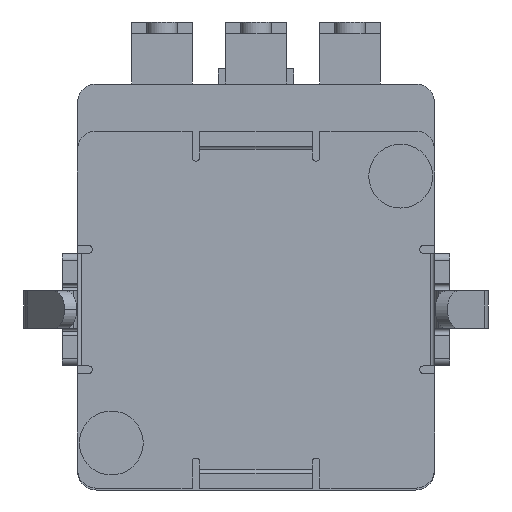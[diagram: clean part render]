
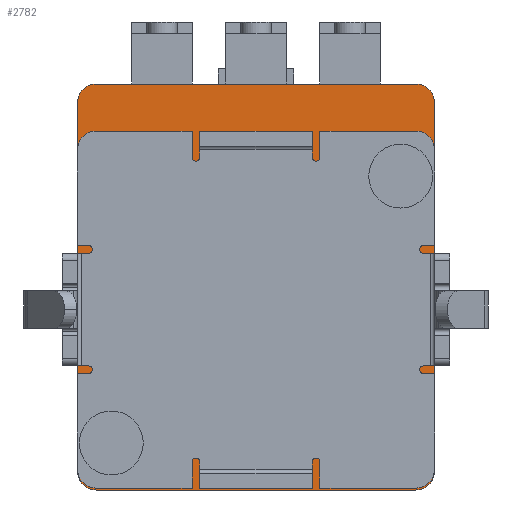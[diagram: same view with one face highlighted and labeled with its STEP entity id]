
A CAD part, front view. The second image highlights one B-rep face of the part: STEP entity #2782.
In plain terms, the highlighted planar face has unit normal (0, -1, 0).
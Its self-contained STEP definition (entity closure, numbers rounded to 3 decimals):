
#79 = CIRCLE ( 'NONE', #7365, 0.5 ) ;
#155 = ORIENTED_EDGE ( 'NONE', *, *, #3931, .T. ) ;
#266 = CARTESIAN_POINT ( 'NONE',  ( 3.9, 0., 3.3 ) ) ;
#304 = CARTESIAN_POINT ( 'NONE',  ( -4.25, 0., 5.5 ) ) ;
#342 = VERTEX_POINT ( 'NONE', #7249 ) ;
#358 = CARTESIAN_POINT ( 'NONE',  ( -3.9, 0., -4.3 ) ) ;
#491 = DIRECTION ( 'NONE',  ( 0., 0., 1. ) ) ;
#524 = AXIS2_PLACEMENT_3D ( 'NONE', #7662, #1444, #2815 ) ;
#535 = CARTESIAN_POINT ( 'NONE',  ( 4.25, 0., -4.8 ) ) ;
#746 = AXIS2_PLACEMENT_3D ( 'NONE', #1298, #6883, #3403 ) ;
#760 = ORIENTED_EDGE ( 'NONE', *, *, #2168, .T. ) ;
#817 = VERTEX_POINT ( 'NONE', #8609 ) ;
#989 = FACE_BOUND ( 'NONE', #4372, .T. ) ;
#1240 = CARTESIAN_POINT ( 'NONE',  ( -4.25, 0., 6. ) ) ;
#1247 = VECTOR ( 'NONE', #8039, 1000. ) ;
#1279 = CARTESIAN_POINT ( 'NONE',  ( -4.25, 0., 6. ) ) ;
#1284 = EDGE_CURVE ( 'NONE', #7034, #7131, #3836, .T. ) ;
#1298 = CARTESIAN_POINT ( 'NONE',  ( 3.9, 0., 3.8 ) ) ;
#1400 = CIRCLE ( 'NONE', #4181, 0.5 ) ;
#1438 = VERTEX_POINT ( 'NONE', #5111 ) ;
#1444 = DIRECTION ( 'NONE',  ( 0., 1., 0. ) ) ;
#1533 = DIRECTION ( 'NONE',  ( 0., 1., 0. ) ) ;
#1570 = FACE_BOUND ( 'NONE', #6424, .T. ) ;
#1719 = CARTESIAN_POINT ( 'NONE',  ( 4.25, 0., 5.5 ) ) ;
#1762 = DIRECTION ( 'NONE',  ( 0., 0., 1. ) ) ;
#1811 = LINE ( 'NONE', #7432, #4847 ) ;
#1814 = CARTESIAN_POINT ( 'NONE',  ( 3.9, 0., 4.3 ) ) ;
#1871 = CARTESIAN_POINT ( 'NONE',  ( -4.75, 0., 5.5 ) ) ;
#1879 = VERTEX_POINT ( 'NONE', #2333 ) ;
#1919 = CIRCLE ( 'NONE', #7040, 0.5 ) ;
#2035 = VERTEX_POINT ( 'NONE', #1871 ) ;
#2168 = EDGE_CURVE ( 'NONE', #7131, #7034, #2513, .T. ) ;
#2211 = DIRECTION ( 'NONE',  ( 0., 1., 0. ) ) ;
#2239 = CIRCLE ( 'NONE', #3563, 2. ) ;
#2299 = VERTEX_POINT ( 'NONE', #358 ) ;
#2333 = CARTESIAN_POINT ( 'NONE',  ( -4.25, 0., -4.8 ) ) ;
#2400 = EDGE_CURVE ( 'NONE', #4630, #8765, #1919, .T. ) ;
#2402 = DIRECTION ( 'NONE',  ( 0., 0., 1. ) ) ;
#2441 = ORIENTED_EDGE ( 'NONE', *, *, #7602, .F. ) ;
#2512 = VERTEX_POINT ( 'NONE', #535 ) ;
#2513 = CIRCLE ( 'NONE', #6896, 0.5 ) ;
#2516 = EDGE_CURVE ( 'NONE', #2512, #1879, #1811, .T. ) ;
#2544 = CARTESIAN_POINT ( 'NONE',  ( 4.25, 0., -4.3 ) ) ;
#2782 = ADVANCED_FACE ( 'NONE', ( #4461, #7250, #1570, #989 ), #3789, .F. ) ;
#2815 = DIRECTION ( 'NONE',  ( 0., 0., 1. ) ) ;
#2911 = DIRECTION ( 'NONE',  ( 0., 0., -1. ) ) ;
#3097 = DIRECTION ( 'NONE',  ( 0., 1., 0. ) ) ;
#3112 = ORIENTED_EDGE ( 'NONE', *, *, #2400, .F. ) ;
#3174 = AXIS2_PLACEMENT_3D ( 'NONE', #7252, #5898, #2402 ) ;
#3358 = DIRECTION ( 'NONE',  ( 0., 0., 1. ) ) ;
#3380 = DIRECTION ( 'NONE',  ( 1., 0., 0. ) ) ;
#3403 = DIRECTION ( 'NONE',  ( 0., 0., 1. ) ) ;
#3449 = CARTESIAN_POINT ( 'NONE',  ( -3.9, 0., -3.3 ) ) ;
#3563 = AXIS2_PLACEMENT_3D ( 'NONE', #5711, #1533, #3748 ) ;
#3599 = DIRECTION ( 'NONE',  ( 0., 0., 1. ) ) ;
#3748 = DIRECTION ( 'NONE',  ( 0., 0., 1. ) ) ;
#3789 = PLANE ( 'NONE',  #7343 ) ;
#3836 = CIRCLE ( 'NONE', #746, 0.5 ) ;
#3846 = DIRECTION ( 'NONE',  ( 0., 1., 0. ) ) ;
#3931 = EDGE_CURVE ( 'NONE', #817, #8788, #2239, .T. ) ;
#3932 = DIRECTION ( 'NONE',  ( 0., 1., 0. ) ) ;
#4016 = DIRECTION ( 'NONE',  ( 0., 1., 0. ) ) ;
#4100 = EDGE_CURVE ( 'NONE', #8788, #817, #8843, .T. ) ;
#4171 = CARTESIAN_POINT ( 'NONE',  ( 4.25, 0., 6. ) ) ;
#4181 = AXIS2_PLACEMENT_3D ( 'NONE', #2544, #3932, #3358 ) ;
#4372 = EDGE_LOOP ( 'NONE', ( #8334, #760 ) ) ;
#4461 = FACE_OUTER_BOUND ( 'NONE', #8677, .T. ) ;
#4520 = DIRECTION ( 'NONE',  ( 0., 0., 1. ) ) ;
#4630 = VERTEX_POINT ( 'NONE', #4171 ) ;
#4631 = LINE ( 'NONE', #1240, #7994 ) ;
#4827 = CARTESIAN_POINT ( 'NONE',  ( -4.25, 0., -4.3 ) ) ;
#4847 = VECTOR ( 'NONE', #6759, 1000. ) ;
#5026 = LINE ( 'NONE', #6348, #5056 ) ;
#5032 = AXIS2_PLACEMENT_3D ( 'NONE', #7259, #3846, #4520 ) ;
#5056 = VECTOR ( 'NONE', #2911, 1000. ) ;
#5111 = CARTESIAN_POINT ( 'NONE',  ( -4.75, 0., -4.3 ) ) ;
#5509 = ORIENTED_EDGE ( 'NONE', *, *, #8567, .F. ) ;
#5695 = EDGE_CURVE ( 'NONE', #1438, #2035, #7212, .T. ) ;
#5711 = CARTESIAN_POINT ( 'NONE',  ( 0., 0., 0. ) ) ;
#5807 = CARTESIAN_POINT ( 'NONE',  ( -4.75, 0., -4.3 ) ) ;
#5873 = EDGE_CURVE ( 'NONE', #2035, #8577, #79, .T. ) ;
#5896 = DIRECTION ( 'NONE',  ( 0., 0., 1. ) ) ;
#5898 = DIRECTION ( 'NONE',  ( 0., 1., 0. ) ) ;
#5939 = CIRCLE ( 'NONE', #524, 0.5 ) ;
#5946 = EDGE_CURVE ( 'NONE', #1879, #1438, #6649, .T. ) ;
#6174 = DIRECTION ( 'NONE',  ( 0., 0., 1. ) ) ;
#6348 = CARTESIAN_POINT ( 'NONE',  ( 4.75, 0., -4.3 ) ) ;
#6424 = EDGE_LOOP ( 'NONE', ( #7188, #7108 ) ) ;
#6649 = CIRCLE ( 'NONE', #7978, 0.5 ) ;
#6685 = EDGE_LOOP ( 'NONE', ( #8306, #155 ) ) ;
#6759 = DIRECTION ( 'NONE',  ( -1., 0., 0. ) ) ;
#6817 = EDGE_CURVE ( 'NONE', #2299, #7699, #5939, .T. ) ;
#6883 = DIRECTION ( 'NONE',  ( 0., 1., 0. ) ) ;
#6895 = EDGE_CURVE ( 'NONE', #8765, #342, #5026, .T. ) ;
#6896 = AXIS2_PLACEMENT_3D ( 'NONE', #8191, #2211, #6174 ) ;
#6960 = CIRCLE ( 'NONE', #3174, 0.5 ) ;
#6986 = ORIENTED_EDGE ( 'NONE', *, *, #5873, .F. ) ;
#7034 = VERTEX_POINT ( 'NONE', #266 ) ;
#7040 = AXIS2_PLACEMENT_3D ( 'NONE', #1719, #8038, #1762 ) ;
#7108 = ORIENTED_EDGE ( 'NONE', *, *, #7493, .T. ) ;
#7131 = VERTEX_POINT ( 'NONE', #1814 ) ;
#7133 = CARTESIAN_POINT ( 'NONE',  ( 4.75, 0., 5.5 ) ) ;
#7188 = ORIENTED_EDGE ( 'NONE', *, *, #6817, .T. ) ;
#7212 = LINE ( 'NONE', #5807, #1247 ) ;
#7249 = CARTESIAN_POINT ( 'NONE',  ( 4.75, 0., -4.3 ) ) ;
#7250 = FACE_BOUND ( 'NONE', #6685, .T. ) ;
#7252 = CARTESIAN_POINT ( 'NONE',  ( -3.9, 0., -3.8 ) ) ;
#7259 = CARTESIAN_POINT ( 'NONE',  ( 0., 0., 0. ) ) ;
#7343 = AXIS2_PLACEMENT_3D ( 'NONE', #304, #3097, #5896 ) ;
#7365 = AXIS2_PLACEMENT_3D ( 'NONE', #7517, #4016, #491 ) ;
#7432 = CARTESIAN_POINT ( 'NONE',  ( -4.25, 0., -4.8 ) ) ;
#7478 = ORIENTED_EDGE ( 'NONE', *, *, #2516, .F. ) ;
#7493 = EDGE_CURVE ( 'NONE', #7699, #2299, #6960, .T. ) ;
#7517 = CARTESIAN_POINT ( 'NONE',  ( -4.25, 0., 5.5 ) ) ;
#7531 = ORIENTED_EDGE ( 'NONE', *, *, #5695, .F. ) ;
#7602 = EDGE_CURVE ( 'NONE', #342, #2512, #1400, .T. ) ;
#7618 = CARTESIAN_POINT ( 'NONE',  ( 0., 0., -2. ) ) ;
#7648 = DIRECTION ( 'NONE',  ( 0., 1., 0. ) ) ;
#7662 = CARTESIAN_POINT ( 'NONE',  ( -3.9, 0., -3.8 ) ) ;
#7699 = VERTEX_POINT ( 'NONE', #3449 ) ;
#7713 = ORIENTED_EDGE ( 'NONE', *, *, #6895, .F. ) ;
#7978 = AXIS2_PLACEMENT_3D ( 'NONE', #4827, #7648, #3599 ) ;
#7994 = VECTOR ( 'NONE', #3380, 1000. ) ;
#8038 = DIRECTION ( 'NONE',  ( 0., 1., 0. ) ) ;
#8039 = DIRECTION ( 'NONE',  ( 0., 0., 1. ) ) ;
#8191 = CARTESIAN_POINT ( 'NONE',  ( 3.9, 0., 3.8 ) ) ;
#8306 = ORIENTED_EDGE ( 'NONE', *, *, #4100, .T. ) ;
#8334 = ORIENTED_EDGE ( 'NONE', *, *, #1284, .T. ) ;
#8567 = EDGE_CURVE ( 'NONE', #8577, #4630, #4631, .T. ) ;
#8577 = VERTEX_POINT ( 'NONE', #1279 ) ;
#8609 = CARTESIAN_POINT ( 'NONE',  ( 0., 0., 2. ) ) ;
#8677 = EDGE_LOOP ( 'NONE', ( #6986, #7531, #8978, #7478, #2441, #7713, #3112, #5509 ) ) ;
#8765 = VERTEX_POINT ( 'NONE', #7133 ) ;
#8788 = VERTEX_POINT ( 'NONE', #7618 ) ;
#8843 = CIRCLE ( 'NONE', #5032, 2. ) ;
#8978 = ORIENTED_EDGE ( 'NONE', *, *, #5946, .F. ) ;
